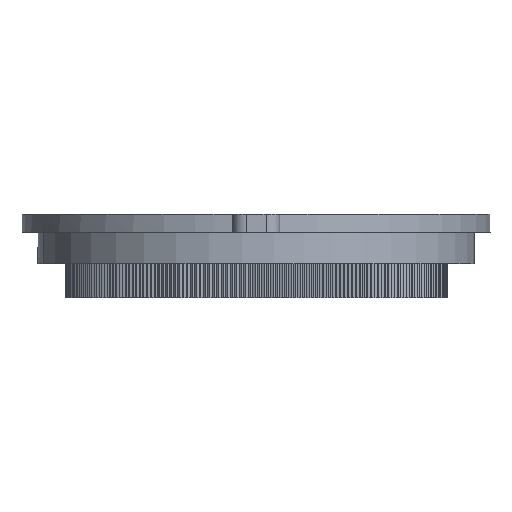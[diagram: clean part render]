
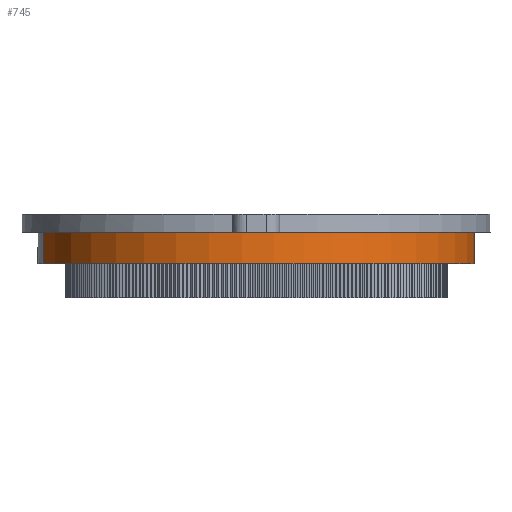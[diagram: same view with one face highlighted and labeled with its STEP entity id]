
A CAD part, front view. The second image highlights one B-rep face of the part: STEP entity #745.
In plain terms, the highlighted cylindrical face has radius 48.156 mm (diameter 96.312 mm), a partial arc.
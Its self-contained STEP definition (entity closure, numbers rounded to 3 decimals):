
#745=ADVANCED_FACE('',(#1518),#12203,.T.);
#1518=FACE_OUTER_BOUND('',#2312,.T.);
#2312=EDGE_LOOP('',(#5707,#5708,#5709,#5710,#5711,#5712,#5713,#5714,#5715));
#5707=ORIENTED_EDGE('',*,*,#8515,.F.);
#5708=ORIENTED_EDGE('',*,*,#6959,.F.);
#5709=ORIENTED_EDGE('',*,*,#7164,.F.);
#5710=ORIENTED_EDGE('',*,*,#7166,.F.);
#5711=ORIENTED_EDGE('',*,*,#7163,.F.);
#5712=ORIENTED_EDGE('',*,*,#8514,.T.);
#5713=ORIENTED_EDGE('',*,*,#7180,.T.);
#5714=ORIENTED_EDGE('',*,*,#8516,.T.);
#5715=ORIENTED_EDGE('',*,*,#6947,.F.);
#6947=EDGE_CURVE('',#11098,#11101,#8907,.T.);
#6959=EDGE_CURVE('',#11115,#11114,#9309,.T.);
#7163=EDGE_CURVE('',#11300,#11294,#9015,.T.);
#7164=EDGE_CURVE('',#11295,#11115,#9016,.T.);
#7166=EDGE_CURVE('',#11294,#11295,#9018,.T.);
#7180=EDGE_CURVE('',#11302,#11303,#9021,.T.);
#8514=EDGE_CURVE('',#11300,#11302,#9022,.T.);
#8515=EDGE_CURVE('',#11114,#11098,#10756,.T.);
#8516=EDGE_CURVE('',#11303,#11101,#9023,.T.);
#8907=(
BOUNDED_CURVE()
B_SPLINE_CURVE(3,(#19529,#19530,#19531,#19532),.UNSPECIFIED.,.F.,.F.)
B_SPLINE_CURVE_WITH_KNOTS((4,4),(-3.346,0.),
 .UNSPECIFIED.)
CURVE()
GEOMETRIC_REPRESENTATION_ITEM()
RATIONAL_B_SPLINE_CURVE((1.,1.,1.,1.))
REPRESENTATION_ITEM('')
);
#9015=(
BOUNDED_CURVE()
B_SPLINE_CURVE(2,(#20300,#20301,#20302,#20303,#20304,#20305,#20306),
 .UNSPECIFIED.,.F.,.F.)
B_SPLINE_CURVE_WITH_KNOTS((3,2,2,3),(0.,75.505,151.01,
190.516),.UNSPECIFIED.)
CURVE()
GEOMETRIC_REPRESENTATION_ITEM()
RATIONAL_B_SPLINE_CURVE((1.,0.707,1.,0.707,1.,0.916,
1.))
REPRESENTATION_ITEM('')
);
#9016=(
BOUNDED_CURVE()
B_SPLINE_CURVE(2,(#20307,#20308,#20309),.UNSPECIFIED.,.F.,.F.)
B_SPLINE_CURVE_WITH_KNOTS((3,3),(192.861,196.603),
 .UNSPECIFIED.)
CURVE()
GEOMETRIC_REPRESENTATION_ITEM()
RATIONAL_B_SPLINE_CURVE((1.,0.999,1.))
REPRESENTATION_ITEM('')
);
#9018=(
BOUNDED_CURVE()
B_SPLINE_CURVE(2,(#20313,#20314,#20315),.UNSPECIFIED.,.F.,.F.)
B_SPLINE_CURVE_WITH_KNOTS((3,3),(190.516,192.861),
 .UNSPECIFIED.)
CURVE()
GEOMETRIC_REPRESENTATION_ITEM()
RATIONAL_B_SPLINE_CURVE((1.,1.,1.))
REPRESENTATION_ITEM('')
);
#9021=(
BOUNDED_CURVE()
B_SPLINE_CURVE(2,(#20346,#20347,#20348,#20349,#20350,#20351,#20352,#20353,
#20354),.UNSPECIFIED.,.F.,.F.)
B_SPLINE_CURVE_WITH_KNOTS((3,2,2,2,3),(329.206,405.32,
481.435,523.031,523.614),.UNSPECIFIED.)
CURVE()
GEOMETRIC_REPRESENTATION_ITEM()
RATIONAL_B_SPLINE_CURVE((1.,0.707,1.,0.707,1.,0.84,
0.855,0.925,1.))
REPRESENTATION_ITEM('')
);
#9022=(
BOUNDED_CURVE()
B_SPLINE_CURVE(1,(#23021,#23022),.UNSPECIFIED.,.F.,.F.)
B_SPLINE_CURVE_WITH_KNOTS((2,2),(166.583,173.583),
 .UNSPECIFIED.)
CURVE()
GEOMETRIC_REPRESENTATION_ITEM()
RATIONAL_B_SPLINE_CURVE((1.,1.))
REPRESENTATION_ITEM('')
);
#9023=(
BOUNDED_CURVE()
B_SPLINE_CURVE(1,(#23027,#23028),.UNSPECIFIED.,.F.,.F.)
B_SPLINE_CURVE_WITH_KNOTS((2,2),(173.583,178.083),
 .UNSPECIFIED.)
CURVE()
GEOMETRIC_REPRESENTATION_ITEM()
RATIONAL_B_SPLINE_CURVE((1.,1.))
REPRESENTATION_ITEM('')
);
#9309=B_SPLINE_CURVE_WITH_KNOTS('',3,(#19581,#19582,#19583,#19584),
 .UNSPECIFIED.,.F.,.F.,(4,4),(1.462,8.462),
 .UNSPECIFIED.);
#10756=B_SPLINE_CURVE_WITH_KNOTS('',3,(#23023,#23024,#23025,#23026),
 .UNSPECIFIED.,.F.,.F.,(4,4),(8.462,10.543),
 .UNSPECIFIED.);
#11098=VERTEX_POINT('',#16554);
#11101=VERTEX_POINT('',#16557);
#11114=VERTEX_POINT('',#16570);
#11115=VERTEX_POINT('',#16571);
#11294=VERTEX_POINT('',#16750);
#11295=VERTEX_POINT('',#16751);
#11300=VERTEX_POINT('',#16756);
#11302=VERTEX_POINT('',#16758);
#11303=VERTEX_POINT('',#16759);
#12203=CYLINDRICAL_SURFACE('',#13537,48.156);
#13537=AXIS2_PLACEMENT_3D('',#16003,#14267,$);
#14267=DIRECTION('',(0.,0.,-1.));
#16003=CARTESIAN_POINT('',(0.,0.,6.75));
#16554=CARTESIAN_POINT('',(18.83,44.322,2.5));
#16557=CARTESIAN_POINT('',(22.06,42.806,2.5));
#16570=CARTESIAN_POINT('',(18.83,44.322,7.));
#16571=CARTESIAN_POINT('',(18.83,44.322,14.));
#16750=CARTESIAN_POINT('',(24.223,41.62,14.));
#16751=CARTESIAN_POINT('',(22.169,42.749,14.));
#16756=CARTESIAN_POINT('',(-46.997,-10.502,14.));
#16758=CARTESIAN_POINT('',(-46.997,-10.502,7.));
#16759=CARTESIAN_POINT('',(22.06,42.806,7.));
#19529=CARTESIAN_POINT('',(18.83,44.322,2.5));
#19530=CARTESIAN_POINT('',(19.925,43.857,2.5));
#19531=CARTESIAN_POINT('',(21.002,43.351,2.5));
#19532=CARTESIAN_POINT('',(22.06,42.806,2.5));
#19581=CARTESIAN_POINT('',(18.83,44.322,14.));
#19582=CARTESIAN_POINT('',(18.83,44.322,11.667));
#19583=CARTESIAN_POINT('',(18.83,44.322,9.333));
#19584=CARTESIAN_POINT('',(18.83,44.322,7.));
#20300=CARTESIAN_POINT('',(-46.997,-10.502,14.));
#20301=CARTESIAN_POINT('',(-36.494,-57.499,14.));
#20302=CARTESIAN_POINT('',(10.502,-46.997,14.));
#20303=CARTESIAN_POINT('',(57.499,-36.494,14.));
#20304=CARTESIAN_POINT('',(46.997,10.502,14.));
#20305=CARTESIAN_POINT('',(42.408,31.036,14.));
#20306=CARTESIAN_POINT('',(24.223,41.62,14.));
#20307=CARTESIAN_POINT('',(22.169,42.749,14.));
#20308=CARTESIAN_POINT('',(20.53,43.6,14.));
#20309=CARTESIAN_POINT('',(18.83,44.322,14.));
#20313=CARTESIAN_POINT('',(24.223,41.62,14.));
#20314=CARTESIAN_POINT('',(23.21,42.21,14.));
#20315=CARTESIAN_POINT('',(22.169,42.749,14.));
#20346=CARTESIAN_POINT('',(-46.997,-10.502,7.));
#20347=CARTESIAN_POINT('',(-36.494,-57.499,7.));
#20348=CARTESIAN_POINT('',(10.502,-46.997,7.));
#20349=CARTESIAN_POINT('',(57.499,-36.494,7.));
#20350=CARTESIAN_POINT('',(46.997,10.502,7.));
#20351=CARTESIAN_POINT('',(42.165,32.124,7.));
#20352=CARTESIAN_POINT('',(22.602,42.522,7.));
#20353=CARTESIAN_POINT('',(22.332,42.666,7.));
#20354=CARTESIAN_POINT('',(22.06,42.806,7.));
#23021=CARTESIAN_POINT('',(-46.997,-10.502,14.));
#23022=CARTESIAN_POINT('',(-46.997,-10.502,7.));
#23023=CARTESIAN_POINT('',(18.83,44.322,7.));
#23024=CARTESIAN_POINT('',(18.83,44.322,5.5));
#23025=CARTESIAN_POINT('',(18.83,44.322,4.));
#23026=CARTESIAN_POINT('',(18.83,44.322,2.5));
#23027=CARTESIAN_POINT('',(22.06,42.806,7.));
#23028=CARTESIAN_POINT('',(22.06,42.806,2.5));
